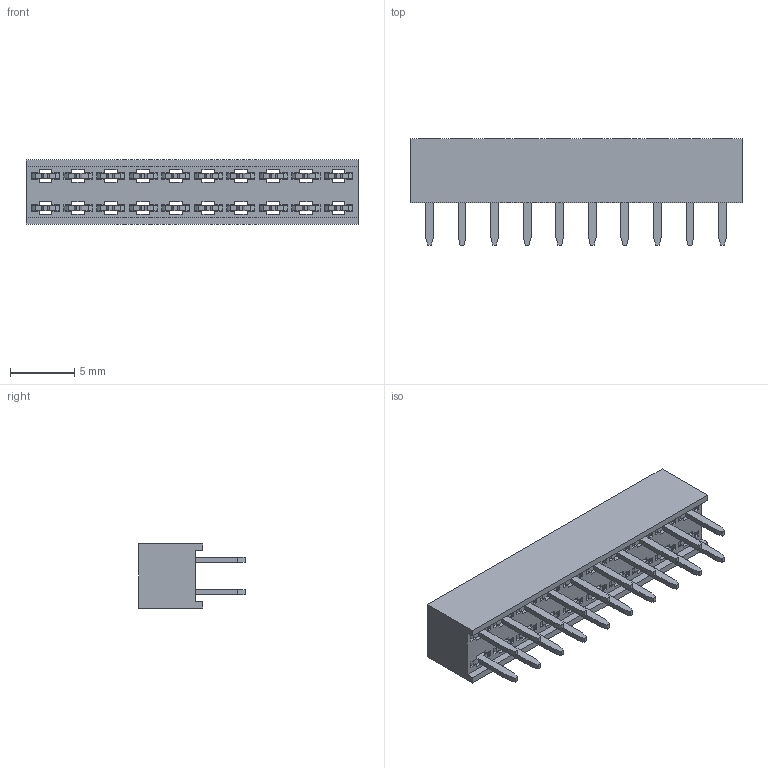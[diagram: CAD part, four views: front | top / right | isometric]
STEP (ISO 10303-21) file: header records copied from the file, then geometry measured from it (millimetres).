
FILE_DESCRIPTION (( 'STEP AP214' ), '1' );
FILE_NAME ('E28D6510-AC03-4931-B52C-3877FFD1C13D.STEP', '2024-05-10T15:58:56', ( '' ), ( '' ), 'SwSTEP 2.0', 'SolidWorks 2022', '' );
FILE_SCHEMA (( 'AUTOMOTIVE_DESIGN' ));
Length unit declared in the file: millimetre
Products named in the file (1): E28D6510-AC03-4931-B52C-3877FFD1C13D
Bounding box: 25.9 x 8.3 x 5 mm (x, y, z)
Volume: 502.7 mm3; surface area: 1483.4 mm2
Topology: 21 solids, 21 shells, 790 faces, 2164 edges, 1416 vertices
Faces by surface type: plane 590, cylinder 200
Entity records: 28932 total; most frequent: CARTESIAN_POINT 4371, ORIENTED_EDGE 4328, DIRECTION 4146, EDGE_CURVE 2164, LINE 1764, VECTOR 1764, VERTEX_POINT 1416, AXIS2_PLACEMENT_3D 1191
